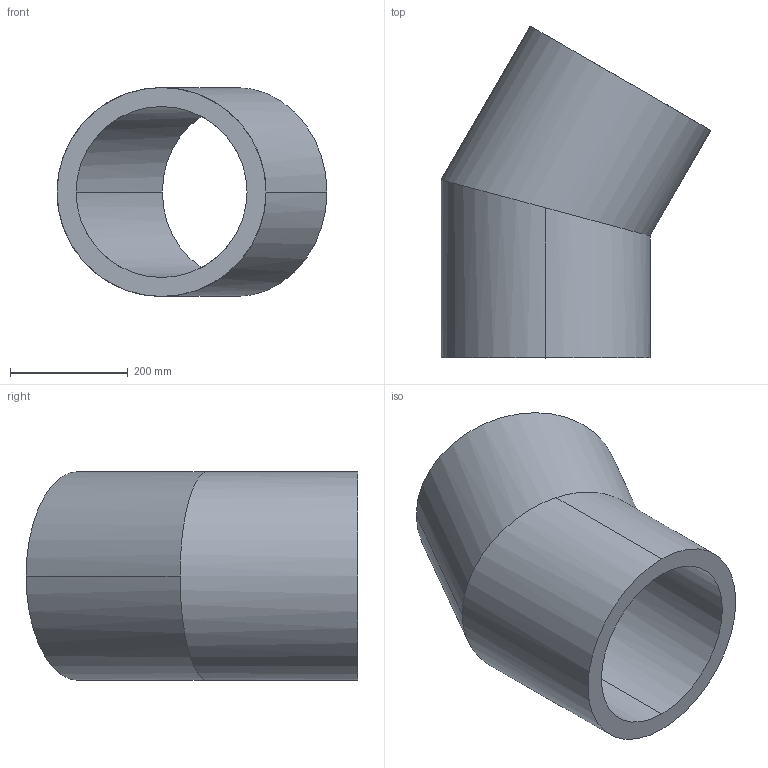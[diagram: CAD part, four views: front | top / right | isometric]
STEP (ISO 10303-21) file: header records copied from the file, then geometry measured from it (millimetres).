
FILE_DESCRIPTION (( 'STEP AP203' ), '1' );
FILE_NAME ('Elbow 30° SDR11_001 117 3027 0355.step', '2025-01-06T09:26:58', ( '' ), ( '' ), 'SwSTEP 2.0', 'SolidWorks 2021', '' );
FILE_SCHEMA (( 'CONFIG_CONTROL_DESIGN' ));
Length unit declared in the file: millimetre
Products named in the file (1): Elbow 30° SDR11_001 117 3027 0355
Bounding box: 458.5 x 563.75 x 355 mm (x, y, z)
Volume: 16624374.9 mm3; surface area: 1097878.3 mm2
Topology: 1 solids, 1 shells, 10 faces, 24 edges, 16 vertices
Faces by surface type: cylinder 8, plane 2
Entity records: 377 total; most frequent: CARTESIAN_POINT 75, ORIENTED_EDGE 48, DIRECTION 46, EDGE_CURVE 24, AXIS2_PLACEMENT_3D 19, VERTEX_POINT 16, EDGE_LOOP 12, FACE_OUTER_BOUND 10
